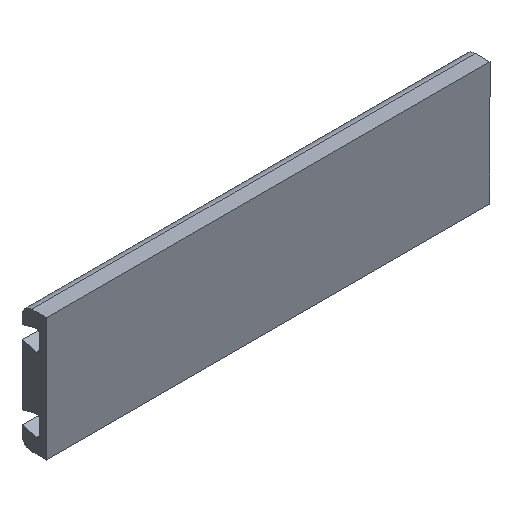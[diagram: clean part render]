
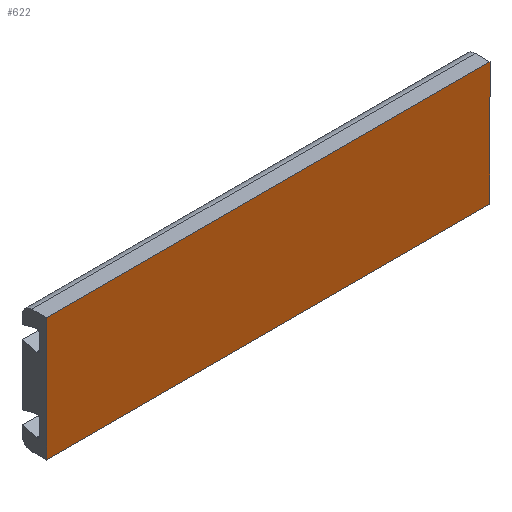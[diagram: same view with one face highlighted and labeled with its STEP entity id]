
A CAD part, isometric view. The second image highlights one B-rep face of the part: STEP entity #622.
In plain terms, the highlighted planar face has unit normal (0, -1, 0).
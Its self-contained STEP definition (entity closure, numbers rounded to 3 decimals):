
#4 = EDGE_CURVE ( 'NONE', #131, #540, #361, .T. ) ;
#19 = LINE ( 'NONE', #165, #458 ) ;
#35 = CARTESIAN_POINT ( 'NONE',  ( 90., 0., -25. ) ) ;
#39 = EDGE_CURVE ( 'NONE', #540, #531, #445, .T. ) ;
#51 = DIRECTION ( 'NONE',  ( -1., 0., 0. ) ) ;
#52 = FACE_OUTER_BOUND ( 'NONE', #134, .T. ) ;
#74 = ORIENTED_EDGE ( 'NONE', *, *, #91, .F. ) ;
#91 = EDGE_CURVE ( 'NONE', #531, #645, #618, .T. ) ;
#98 = EDGE_CURVE ( 'NONE', #645, #131, #19, .T. ) ;
#104 = CARTESIAN_POINT ( 'NONE',  ( 0., 0., 0. ) ) ;
#123 = CARTESIAN_POINT ( 'NONE',  ( 0., 0., 0. ) ) ;
#131 = VERTEX_POINT ( 'NONE', #638 ) ;
#134 = EDGE_LOOP ( 'NONE', ( #74, #499, #590, #427 ) ) ;
#165 = CARTESIAN_POINT ( 'NONE',  ( 0., 0., 0. ) ) ;
#213 = VECTOR ( 'NONE', #340, 1000. ) ;
#229 = DIRECTION ( 'NONE',  ( 0., 0., 1. ) ) ;
#283 = CARTESIAN_POINT ( 'NONE',  ( 0., 0., 0. ) ) ;
#325 = VECTOR ( 'NONE', #229, 1000. ) ;
#331 = PLANE ( 'NONE',  #516 ) ;
#339 = CARTESIAN_POINT ( 'NONE',  ( 0., 0., -25. ) ) ;
#340 = DIRECTION ( 'NONE',  ( 0., 0., -1. ) ) ;
#361 = LINE ( 'NONE', #673, #213 ) ;
#427 = ORIENTED_EDGE ( 'NONE', *, *, #98, .F. ) ;
#445 = LINE ( 'NONE', #570, #701 ) ;
#451 = DIRECTION ( 'NONE',  ( 0., 0., -1. ) ) ;
#458 = VECTOR ( 'NONE', #688, 1000. ) ;
#499 = ORIENTED_EDGE ( 'NONE', *, *, #39, .F. ) ;
#516 = AXIS2_PLACEMENT_3D ( 'NONE', #283, #569, #451 ) ;
#531 = VERTEX_POINT ( 'NONE', #339 ) ;
#540 = VERTEX_POINT ( 'NONE', #35 ) ;
#569 = DIRECTION ( 'NONE',  ( 0., -1., 0. ) ) ;
#570 = CARTESIAN_POINT ( 'NONE',  ( 0., 0., -25. ) ) ;
#590 = ORIENTED_EDGE ( 'NONE', *, *, #4, .F. ) ;
#618 = LINE ( 'NONE', #123, #325 ) ;
#622 = ADVANCED_FACE ( 'NONE', ( #52 ), #331, .T. ) ;
#638 = CARTESIAN_POINT ( 'NONE',  ( 90., 0., 0. ) ) ;
#645 = VERTEX_POINT ( 'NONE', #104 ) ;
#673 = CARTESIAN_POINT ( 'NONE',  ( 90., 0., 0. ) ) ;
#688 = DIRECTION ( 'NONE',  ( 1., 0., 0. ) ) ;
#701 = VECTOR ( 'NONE', #51, 1000. ) ;
